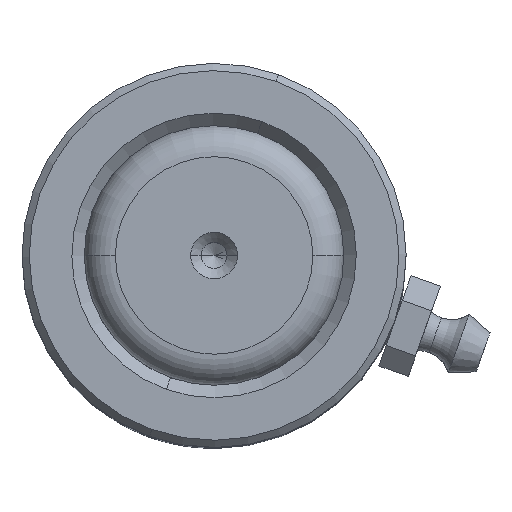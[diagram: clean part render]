
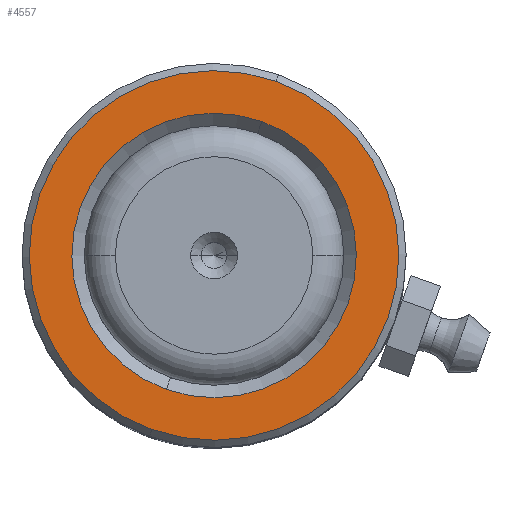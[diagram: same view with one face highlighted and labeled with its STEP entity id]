
A CAD part, top view. The second image highlights one B-rep face of the part: STEP entity #4557.
In plain terms, the highlighted planar face has unit normal (0, 0, 1).
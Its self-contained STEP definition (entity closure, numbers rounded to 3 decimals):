
#118 = CARTESIAN_POINT ( 'NONE',  ( 0., 0., 60. ) ) ;
#145 = DIRECTION ( 'NONE',  ( 1., 0., 0. ) ) ;
#298 = DIRECTION ( 'NONE',  ( 1., 0., 0. ) ) ;
#344 = CIRCLE ( 'NONE', #6211, 17.8 ) ;
#956 = DIRECTION ( 'NONE',  ( 0., 0., -1. ) ) ;
#1066 = EDGE_CURVE ( 'NONE', #4766, #3245, #344, .T. ) ;
#1231 = VERTEX_POINT ( 'NONE', #5032 ) ;
#1859 = EDGE_CURVE ( 'NONE', #7044, #1231, #3275, .T. ) ;
#1915 = EDGE_CURVE ( 'NONE', #1231, #7044, #6811, .T. ) ;
#2151 = FACE_BOUND ( 'NONE', #3085, .T. ) ;
#2154 = CARTESIAN_POINT ( 'NONE',  ( -13.7, 0., 60. ) ) ;
#2225 = AXIS2_PLACEMENT_3D ( 'NONE', #7016, #8408, #2336 ) ;
#2300 = CARTESIAN_POINT ( 'NONE',  ( 0., 0., 60. ) ) ;
#2336 = DIRECTION ( 'NONE',  ( 1., 0., 0. ) ) ;
#2387 = AXIS2_PLACEMENT_3D ( 'NONE', #118, #8664, #145 ) ;
#2821 = ORIENTED_EDGE ( 'NONE', *, *, #1915, .T. ) ;
#3045 = CARTESIAN_POINT ( 'NONE',  ( 0., 0., 60. ) ) ;
#3079 = AXIS2_PLACEMENT_3D ( 'NONE', #4977, #956, #7608 ) ;
#3085 = EDGE_LOOP ( 'NONE', ( #2821, #5390 ) ) ;
#3170 = EDGE_LOOP ( 'NONE', ( #7216, #8691 ) ) ;
#3245 = VERTEX_POINT ( 'NONE', #3664 ) ;
#3275 = CIRCLE ( 'NONE', #3079, 13.7 ) ;
#3664 = CARTESIAN_POINT ( 'NONE',  ( -17.8, 0., 60. ) ) ;
#4367 = FACE_OUTER_BOUND ( 'NONE', #3170, .T. ) ;
#4557 = ADVANCED_FACE ( 'NONE', ( #4367, #2151 ), #4622, .T. ) ;
#4622 = PLANE ( 'NONE',  #2387 ) ;
#4766 = VERTEX_POINT ( 'NONE', #7759 ) ;
#4797 = EDGE_CURVE ( 'NONE', #3245, #4766, #7498, .T. ) ;
#4977 = CARTESIAN_POINT ( 'NONE',  ( 0., 0., 60. ) ) ;
#5032 = CARTESIAN_POINT ( 'NONE',  ( 13.7, 0., 60. ) ) ;
#5053 = DIRECTION ( 'NONE',  ( 1., 0., 0. ) ) ;
#5390 = ORIENTED_EDGE ( 'NONE', *, *, #1859, .T. ) ;
#6211 = AXIS2_PLACEMENT_3D ( 'NONE', #2300, #6370, #298 ) ;
#6370 = DIRECTION ( 'NONE',  ( 0., 0., 1. ) ) ;
#6811 = CIRCLE ( 'NONE', #8068, 13.7 ) ;
#7016 = CARTESIAN_POINT ( 'NONE',  ( 0., 0., 60. ) ) ;
#7044 = VERTEX_POINT ( 'NONE', #2154 ) ;
#7216 = ORIENTED_EDGE ( 'NONE', *, *, #4797, .T. ) ;
#7498 = CIRCLE ( 'NONE', #2225, 17.8 ) ;
#7608 = DIRECTION ( 'NONE',  ( 1., 0., 0. ) ) ;
#7759 = CARTESIAN_POINT ( 'NONE',  ( 17.8, 0., 60. ) ) ;
#8068 = AXIS2_PLACEMENT_3D ( 'NONE', #3045, #8396, #5053 ) ;
#8396 = DIRECTION ( 'NONE',  ( 0., 0., -1. ) ) ;
#8408 = DIRECTION ( 'NONE',  ( 0., 0., 1. ) ) ;
#8664 = DIRECTION ( 'NONE',  ( 0., 0., 1. ) ) ;
#8691 = ORIENTED_EDGE ( 'NONE', *, *, #1066, .T. ) ;
